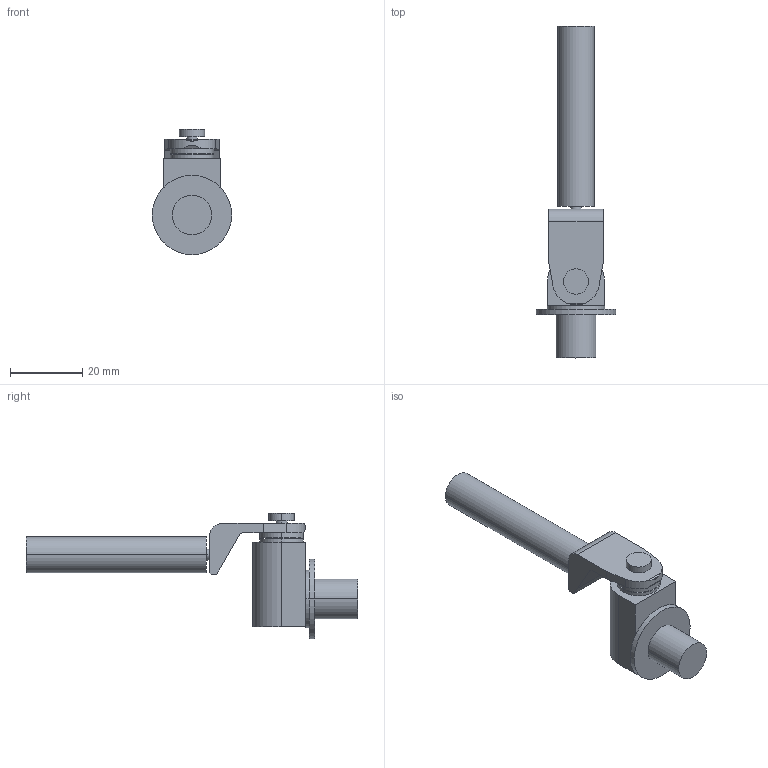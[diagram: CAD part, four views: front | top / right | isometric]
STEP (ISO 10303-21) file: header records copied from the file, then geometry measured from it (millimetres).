
FILE_DESCRIPTION((''),'2;1');
FILE_NAME('3d_KXAH1.stp','2012-10-03T07:32:52',(''),(''),'Mechanical Desktop 2011','Mechanical Desktop 2011',', , ');
FILE_SCHEMA(('CONFIG_CONTROL_DESIGN'));
Length unit declared in the file: millimetre
Products named in the file (1): Product
Bounding box: 22 x 92 x 34.73 mm (x, y, z)
Volume: 12818.8 mm3; surface area: 7440.4 mm2
Topology: 12 solids, 12 shells, 63 faces, 117 edges, 78 vertices
Faces by surface type: plane 40, cylinder 23
Entity records: 1656 total; most frequent: DIRECTION 297, CARTESIAN_POINT 259, ORIENTED_EDGE 234, EDGE_CURVE 117, AXIS2_PLACEMENT_3D 116, VERTEX_POINT 78, VECTOR 65, LINE 65
